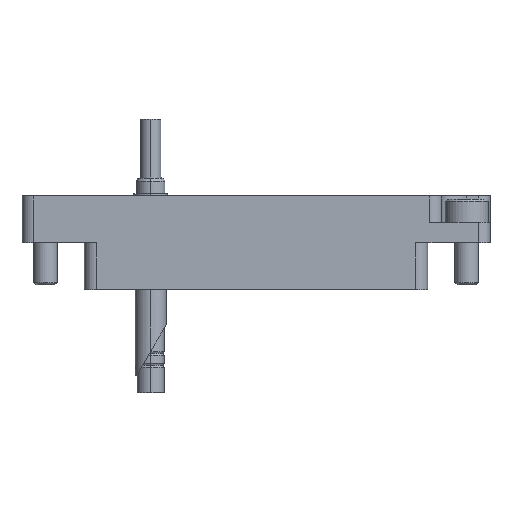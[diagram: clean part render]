
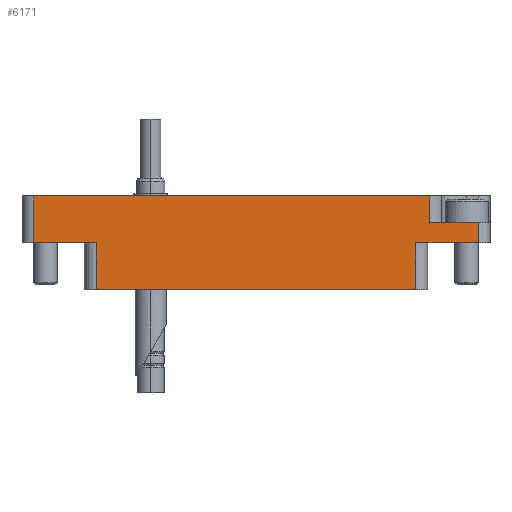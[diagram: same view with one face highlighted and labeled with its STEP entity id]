
A CAD part, left-side view. The second image highlights one B-rep face of the part: STEP entity #6171.
In plain terms, the highlighted face is planar.
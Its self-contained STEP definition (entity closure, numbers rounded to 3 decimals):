
#362 = DIRECTION ( 'NONE',  ( 0., 1., 0. ) ) ;
#644 = CARTESIAN_POINT ( 'NONE',  ( 28.5, 2.6, 14.35 ) ) ;
#690 = CARTESIAN_POINT ( 'NONE',  ( 30., 2.6, 14.35 ) ) ;
#949 = DIRECTION ( 'NONE',  ( 0., 1., 0. ) ) ;
#1156 = PLANE ( 'NONE',  #10926 ) ;
#1427 = ORIENTED_EDGE ( 'NONE', *, *, #4201, .T. ) ;
#1901 = CARTESIAN_POINT ( 'NONE',  ( 20.5, -6., 14.35 ) ) ;
#1920 = DIRECTION ( 'NONE',  ( 0., -1., 0. ) ) ;
#2340 = CARTESIAN_POINT ( 'NONE',  ( 30., 0., 14.35 ) ) ;
#2444 = EDGE_CURVE ( 'NONE', #8590, #4564, #5601, .T. ) ;
#2467 = CARTESIAN_POINT ( 'NONE',  ( -30., 6., 14.35 ) ) ;
#2613 = DIRECTION ( 'NONE',  ( 1., 0., 0. ) ) ;
#2764 = ORIENTED_EDGE ( 'NONE', *, *, #8352, .T. ) ;
#2844 = DIRECTION ( 'NONE',  ( 0., 1., 0. ) ) ;
#2893 = CARTESIAN_POINT ( 'NONE',  ( -28.5, 0., 14.35 ) ) ;
#2951 = VECTOR ( 'NONE', #9283, 1000. ) ;
#2989 = VECTOR ( 'NONE', #1920, 1000. ) ;
#3513 = EDGE_CURVE ( 'NONE', #5159, #5904, #11366, .T. ) ;
#4139 = EDGE_CURVE ( 'NONE', #6742, #5904, #4376, .T. ) ;
#4201 = EDGE_CURVE ( 'NONE', #11240, #4564, #9100, .T. ) ;
#4213 = VECTOR ( 'NONE', #4830, 1000. ) ;
#4376 = LINE ( 'NONE', #10718, #11081 ) ;
#4389 = VECTOR ( 'NONE', #11300, 1000. ) ;
#4564 = VERTEX_POINT ( 'NONE', #6735 ) ;
#4655 = EDGE_CURVE ( 'NONE', #6742, #9105, #7034, .T. ) ;
#4830 = DIRECTION ( 'NONE',  ( 0., -1., 0. ) ) ;
#4888 = LINE ( 'NONE', #6642, #10733 ) ;
#5146 = CARTESIAN_POINT ( 'NONE',  ( 22.25, 2.6, 14.35 ) ) ;
#5159 = VERTEX_POINT ( 'NONE', #10703 ) ;
#5449 = ORIENTED_EDGE ( 'NONE', *, *, #9560, .T. ) ;
#5487 = VECTOR ( 'NONE', #5901, 1000. ) ;
#5501 = EDGE_CURVE ( 'NONE', #8590, #9233, #4888, .T. ) ;
#5601 = LINE ( 'NONE', #6583, #2951 ) ;
#5642 = CARTESIAN_POINT ( 'NONE',  ( -20.5, 0., 14.35 ) ) ;
#5745 = FACE_OUTER_BOUND ( 'NONE', #7721, .T. ) ;
#5759 = CARTESIAN_POINT ( 'NONE',  ( 22.25, 6., 14.35 ) ) ;
#5901 = DIRECTION ( 'NONE',  ( -1., 0., 0. ) ) ;
#5904 = VERTEX_POINT ( 'NONE', #5759 ) ;
#6024 = CARTESIAN_POINT ( 'NONE',  ( -28.5, 0., 14.35 ) ) ;
#6171 = ADVANCED_FACE ( 'NONE', ( #5745 ), #1156, .F. ) ;
#6339 = CARTESIAN_POINT ( 'NONE',  ( 28.5, 2.6, 14.35 ) ) ;
#6583 = CARTESIAN_POINT ( 'NONE',  ( -22., -6., 14.35 ) ) ;
#6642 = CARTESIAN_POINT ( 'NONE',  ( 20.5, 0., 14.35 ) ) ;
#6735 = CARTESIAN_POINT ( 'NONE',  ( -20.5, -6., 14.35 ) ) ;
#6742 = VERTEX_POINT ( 'NONE', #5146 ) ;
#6748 = LINE ( 'NONE', #2340, #4389 ) ;
#6910 = DIRECTION ( 'NONE',  ( 0., 0., -1. ) ) ;
#6987 = CARTESIAN_POINT ( 'NONE',  ( 20.5, 0., 14.35 ) ) ;
#7003 = LINE ( 'NONE', #10497, #5487 ) ;
#7034 = LINE ( 'NONE', #690, #7575 ) ;
#7246 = CARTESIAN_POINT ( 'NONE',  ( -20.5, 0., 14.35 ) ) ;
#7307 = ORIENTED_EDGE ( 'NONE', *, *, #3513, .F. ) ;
#7446 = LINE ( 'NONE', #2893, #2989 ) ;
#7462 = LINE ( 'NONE', #6339, #11075 ) ;
#7575 = VECTOR ( 'NONE', #2613, 1000. ) ;
#7690 = VERTEX_POINT ( 'NONE', #6024 ) ;
#7721 = EDGE_LOOP ( 'NONE', ( #8111, #7835, #7865, #2764, #9229, #8909, #7307, #5449, #9777, #1427 ) ) ;
#7835 = ORIENTED_EDGE ( 'NONE', *, *, #5501, .T. ) ;
#7865 = ORIENTED_EDGE ( 'NONE', *, *, #9122, .F. ) ;
#8111 = ORIENTED_EDGE ( 'NONE', *, *, #2444, .F. ) ;
#8112 = CARTESIAN_POINT ( 'NONE',  ( 28.5, 0., 14.35 ) ) ;
#8352 = EDGE_CURVE ( 'NONE', #11144, #9105, #7462, .T. ) ;
#8429 = DIRECTION ( 'NONE',  ( -1., 0., 0. ) ) ;
#8590 = VERTEX_POINT ( 'NONE', #1901 ) ;
#8760 = EDGE_CURVE ( 'NONE', #11240, #7690, #7003, .T. ) ;
#8882 = VECTOR ( 'NONE', #9578, 1000. ) ;
#8909 = ORIENTED_EDGE ( 'NONE', *, *, #4139, .T. ) ;
#9100 = LINE ( 'NONE', #5642, #4213 ) ;
#9105 = VERTEX_POINT ( 'NONE', #644 ) ;
#9122 = EDGE_CURVE ( 'NONE', #11144, #9233, #6748, .T. ) ;
#9229 = ORIENTED_EDGE ( 'NONE', *, *, #4655, .F. ) ;
#9233 = VERTEX_POINT ( 'NONE', #6987 ) ;
#9283 = DIRECTION ( 'NONE',  ( -1., 0., 0. ) ) ;
#9560 = EDGE_CURVE ( 'NONE', #5159, #7690, #7446, .T. ) ;
#9578 = DIRECTION ( 'NONE',  ( 1., 0., 0. ) ) ;
#9777 = ORIENTED_EDGE ( 'NONE', *, *, #8760, .F. ) ;
#10497 = CARTESIAN_POINT ( 'NONE',  ( 30., 0., 14.35 ) ) ;
#10703 = CARTESIAN_POINT ( 'NONE',  ( -28.5, 6., 14.35 ) ) ;
#10718 = CARTESIAN_POINT ( 'NONE',  ( 22.25, 0., 14.35 ) ) ;
#10733 = VECTOR ( 'NONE', #362, 1000. ) ;
#10926 = AXIS2_PLACEMENT_3D ( 'NONE', #11164, #6910, #8429 ) ;
#11075 = VECTOR ( 'NONE', #2844, 1000. ) ;
#11081 = VECTOR ( 'NONE', #949, 1000. ) ;
#11144 = VERTEX_POINT ( 'NONE', #8112 ) ;
#11164 = CARTESIAN_POINT ( 'NONE',  ( -30., 0., 14.35 ) ) ;
#11240 = VERTEX_POINT ( 'NONE', #7246 ) ;
#11300 = DIRECTION ( 'NONE',  ( -1., 0., 0. ) ) ;
#11366 = LINE ( 'NONE', #2467, #8882 ) ;
